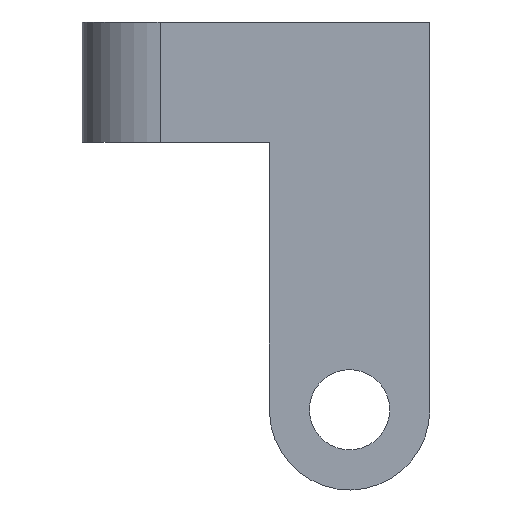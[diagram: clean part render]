
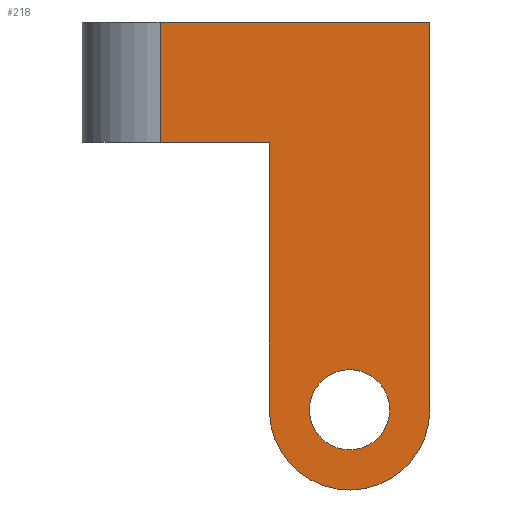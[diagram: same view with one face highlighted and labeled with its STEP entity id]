
A CAD part, left-side view. The second image highlights one B-rep face of the part: STEP entity #218.
In plain terms, the highlighted planar face has unit normal (-1, 0, 0).
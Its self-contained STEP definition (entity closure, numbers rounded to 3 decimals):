
#20=FACE_BOUND('',#48,.T.);
#25=CIRCLE('',#247,3.);
#26=CIRCLE('',#248,1.5);
#34=FACE_OUTER_BOUND('',#47,.T.);
#47=EDGE_LOOP('',(#163,#164,#165,#166,#167,#168));
#48=EDGE_LOOP('',(#169));
#61=LINE('',#332,#82);
#66=LINE('',#342,#87);
#67=LINE('',#344,#88);
#69=LINE('',#354,#90);
#70=LINE('',#355,#91);
#82=VECTOR('',#267,10.);
#87=VECTOR('',#274,10.);
#88=VECTOR('',#277,10.);
#90=VECTOR('',#287,10.);
#91=VECTOR('',#288,10.);
#103=VERTEX_POINT('',#329);
#104=VERTEX_POINT('',#331);
#105=VERTEX_POINT('',#335);
#108=VERTEX_POINT('',#340);
#111=VERTEX_POINT('',#351);
#112=VERTEX_POINT('',#353);
#113=VERTEX_POINT('',#356);
#122=EDGE_CURVE('',#103,#104,#61,.T.);
#127=EDGE_CURVE('',#105,#108,#66,.T.);
#128=EDGE_CURVE('',#103,#105,#67,.T.);
#132=EDGE_CURVE('',#108,#111,#25,.T.);
#133=EDGE_CURVE('',#111,#112,#69,.T.);
#134=EDGE_CURVE('',#112,#104,#70,.T.);
#135=EDGE_CURVE('',#113,#113,#26,.T.);
#163=ORIENTED_EDGE('',*,*,#127,.T.);
#164=ORIENTED_EDGE('',*,*,#132,.T.);
#165=ORIENTED_EDGE('',*,*,#133,.T.);
#166=ORIENTED_EDGE('',*,*,#134,.T.);
#167=ORIENTED_EDGE('',*,*,#122,.F.);
#168=ORIENTED_EDGE('',*,*,#128,.T.);
#169=ORIENTED_EDGE('',*,*,#135,.T.);
#210=PLANE('',#246);
#218=ADVANCED_FACE('',(#34,#20),#210,.T.);
#246=AXIS2_PLACEMENT_3D('',#350,#283,#284);
#247=AXIS2_PLACEMENT_3D('',#352,#285,#286);
#248=AXIS2_PLACEMENT_3D('',#357,#289,#290);
#267=DIRECTION('',(0.,0.,1.));
#274=DIRECTION('',(0.,0.,-1.));
#277=DIRECTION('',(0.,-1.,0.));
#283=DIRECTION('center_axis',(-1.,0.,0.));
#284=DIRECTION('ref_axis',(0.,0.,1.));
#285=DIRECTION('center_axis',(-1.,0.,0.));
#286=DIRECTION('ref_axis',(0.,0.,1.));
#287=DIRECTION('',(0.,0.,1.));
#288=DIRECTION('',(0.,1.,0.));
#289=DIRECTION('center_axis',(1.,0.,0.));
#290=DIRECTION('ref_axis',(0.,0.,1.));
#329=CARTESIAN_POINT('',(253.,-157.913,126.));
#331=CARTESIAN_POINT('',(253.,-157.913,130.5));
#332=CARTESIAN_POINT('',(253.,-157.913,126.));
#335=CARTESIAN_POINT('',(253.,-162.001,126.));
#340=CARTESIAN_POINT('',(253.,-162.001,115.909));
#342=CARTESIAN_POINT('',(253.,-162.001,116.091));
#344=CARTESIAN_POINT('',(253.,-155.,126.));
#350=CARTESIAN_POINT('Origin',(253.,-165.,120.75));
#351=CARTESIAN_POINT('',(253.,-168.,116.));
#352=CARTESIAN_POINT('Origin',(253.,-165.,116.));
#353=CARTESIAN_POINT('',(253.,-168.,130.5));
#354=CARTESIAN_POINT('',(253.,-168.,130.5));
#355=CARTESIAN_POINT('',(253.,-162.001,130.5));
#356=CARTESIAN_POINT('',(253.,-165.,114.5));
#357=CARTESIAN_POINT('Origin',(253.,-165.,116.));
